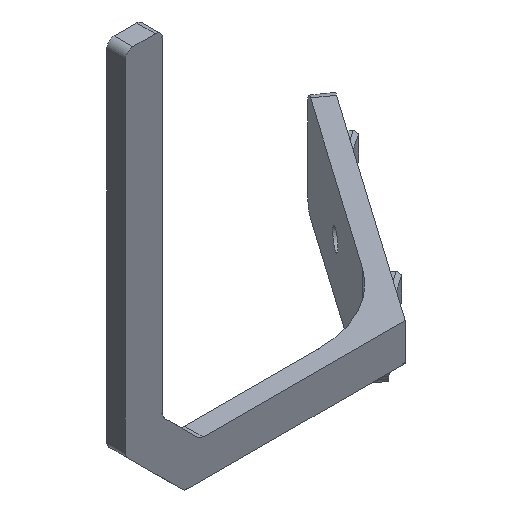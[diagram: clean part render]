
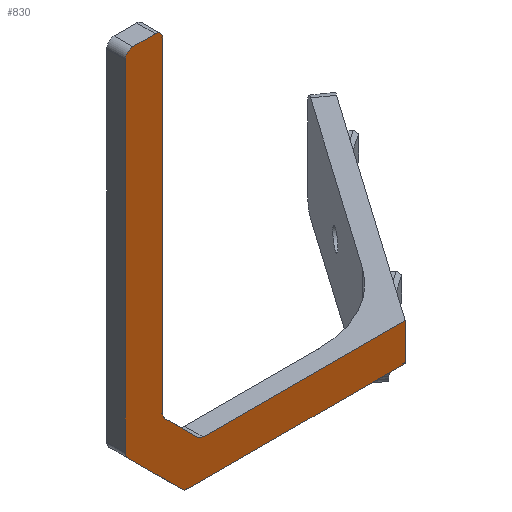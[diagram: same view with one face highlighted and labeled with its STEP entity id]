
A CAD part, isometric view. The second image highlights one B-rep face of the part: STEP entity #830.
In plain terms, the highlighted planar face has unit normal (0, -1, 0).
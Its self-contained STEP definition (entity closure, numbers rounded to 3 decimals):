
#19=CIRCLE('',#868,2.);
#25=CIRCLE('',#877,2.);
#27=CIRCLE('',#881,2.);
#29=CIRCLE('',#885,2.);
#30=CIRCLE('',#888,2.);
#31=CIRCLE('',#891,2.);
#96=FACE_OUTER_BOUND('',#144,.T.);
#144=EDGE_LOOP('',(#722,#723,#724,#725,#726,#727,#728,#729,#730,#731,#732,
#733,#734,#735));
#201=LINE('',#1265,#293);
#212=LINE('',#1301,#304);
#215=LINE('',#1310,#307);
#221=LINE('',#1325,#313);
#225=LINE('',#1335,#317);
#227=LINE('',#1341,#319);
#228=LINE('',#1346,#320);
#239=LINE('',#1379,#331);
#293=VECTOR('',#1016,10.);
#304=VECTOR('',#1047,10.);
#307=VECTOR('',#1056,10.);
#313=VECTOR('',#1070,10.);
#317=VECTOR('',#1080,10.);
#319=VECTOR('',#1088,10.);
#320=VECTOR('',#1097,10.);
#331=VECTOR('',#1138,10.);
#367=VERTEX_POINT('',#1255);
#368=VERTEX_POINT('',#1257);
#370=VERTEX_POINT('',#1263);
#382=VERTEX_POINT('',#1291);
#385=VERTEX_POINT('',#1299);
#386=VERTEX_POINT('',#1303);
#387=VERTEX_POINT('',#1304);
#388=VERTEX_POINT('',#1309);
#392=VERTEX_POINT('',#1319);
#393=VERTEX_POINT('',#1320);
#394=VERTEX_POINT('',#1327);
#395=VERTEX_POINT('',#1329);
#396=VERTEX_POINT('',#1333);
#397=VERTEX_POINT('',#1337);
#456=EDGE_CURVE('',#367,#368,#19,.T.);
#460=EDGE_CURVE('',#367,#370,#201,.T.);
#474=EDGE_CURVE('',#382,#370,#25,.T.);
#478=EDGE_CURVE('',#382,#385,#212,.T.);
#479=EDGE_CURVE('',#386,#387,#27,.T.);
#482=EDGE_CURVE('',#388,#387,#215,.T.);
#487=EDGE_CURVE('',#392,#393,#29,.T.);
#490=EDGE_CURVE('',#386,#393,#221,.T.);
#492=EDGE_CURVE('',#394,#395,#30,.T.);
#495=EDGE_CURVE('',#394,#396,#225,.T.);
#497=EDGE_CURVE('',#397,#396,#31,.T.);
#498=EDGE_CURVE('',#397,#368,#227,.T.);
#501=EDGE_CURVE('',#388,#385,#228,.T.);
#518=EDGE_CURVE('',#392,#395,#239,.T.);
#722=ORIENTED_EDGE('',*,*,#456,.F.);
#723=ORIENTED_EDGE('',*,*,#460,.T.);
#724=ORIENTED_EDGE('',*,*,#474,.F.);
#725=ORIENTED_EDGE('',*,*,#478,.T.);
#726=ORIENTED_EDGE('',*,*,#501,.F.);
#727=ORIENTED_EDGE('',*,*,#482,.T.);
#728=ORIENTED_EDGE('',*,*,#479,.F.);
#729=ORIENTED_EDGE('',*,*,#490,.T.);
#730=ORIENTED_EDGE('',*,*,#487,.F.);
#731=ORIENTED_EDGE('',*,*,#518,.T.);
#732=ORIENTED_EDGE('',*,*,#492,.F.);
#733=ORIENTED_EDGE('',*,*,#495,.T.);
#734=ORIENTED_EDGE('',*,*,#497,.F.);
#735=ORIENTED_EDGE('',*,*,#498,.T.);
#786=PLANE('',#912);
#830=ADVANCED_FACE('',(#96),#786,.T.);
#868=AXIS2_PLACEMENT_3D('',#1258,#1009,#1010);
#877=AXIS2_PLACEMENT_3D('',#1293,#1039,#1040);
#881=AXIS2_PLACEMENT_3D('',#1305,#1050,#1051);
#885=AXIS2_PLACEMENT_3D('',#1321,#1064,#1065);
#888=AXIS2_PLACEMENT_3D('',#1330,#1074,#1075);
#891=AXIS2_PLACEMENT_3D('',#1339,#1084,#1085);
#912=AXIS2_PLACEMENT_3D('',#1380,#1139,#1140);
#1009=DIRECTION('center_axis',(0.,1.,0.));
#1010=DIRECTION('ref_axis',(-0.924,0.,-0.383));
#1016=DIRECTION('',(0.707,0.,-0.707));
#1039=DIRECTION('center_axis',(0.,1.,0.));
#1040=DIRECTION('ref_axis',(-0.383,0.,-0.924));
#1047=DIRECTION('',(1.,0.,0.));
#1050=DIRECTION('center_axis',(0.,-1.,0.));
#1051=DIRECTION('ref_axis',(-0.383,0.,-0.924));
#1056=DIRECTION('',(-1.,0.,0.));
#1064=DIRECTION('center_axis',(0.,-1.,0.));
#1065=DIRECTION('ref_axis',(-0.924,0.,-0.383));
#1070=DIRECTION('',(-0.707,0.,0.707));
#1074=DIRECTION('center_axis',(0.,1.,0.));
#1075=DIRECTION('ref_axis',(0.707,0.,0.707));
#1080=DIRECTION('',(-1.,0.,0.));
#1084=DIRECTION('center_axis',(0.,1.,0.));
#1085=DIRECTION('ref_axis',(-0.707,0.,0.707));
#1088=DIRECTION('',(0.,0.,-1.));
#1097=DIRECTION('',(0.,0.,-1.));
#1138=DIRECTION('',(0.,0.,1.));
#1139=DIRECTION('center_axis',(0.,-1.,0.));
#1140=DIRECTION('ref_axis',(0.,0.,-1.));
#1255=CARTESIAN_POINT('',(-101.946,-39.319,19.272));
#1257=CARTESIAN_POINT('',(-102.532,-39.319,20.686));
#1258=CARTESIAN_POINT('Origin',(-100.532,-39.319,20.686));
#1263=CARTESIAN_POINT('',(-87.26,-39.319,4.586));
#1265=CARTESIAN_POINT('',(-102.532,-39.319,19.858));
#1291=CARTESIAN_POINT('',(-85.845,-39.319,4.));
#1293=CARTESIAN_POINT('Origin',(-85.845,-39.319,6.));
#1299=CARTESIAN_POINT('',(-27.532,-39.319,4.));
#1301=CARTESIAN_POINT('',(-86.674,-39.319,4.));
#1303=CARTESIAN_POINT('',(-83.117,-39.319,14.586));
#1304=CARTESIAN_POINT('',(-81.703,-39.319,14.));
#1305=CARTESIAN_POINT('Origin',(-81.703,-39.319,16.));
#1309=CARTESIAN_POINT('',(-27.532,-39.319,14.));
#1310=CARTESIAN_POINT('',(-27.532,-39.319,14.));
#1319=CARTESIAN_POINT('',(-92.532,-39.319,24.828));
#1320=CARTESIAN_POINT('',(-91.946,-39.319,23.414));
#1321=CARTESIAN_POINT('Origin',(-90.532,-39.319,24.828));
#1325=CARTESIAN_POINT('',(-82.532,-39.319,14.));
#1327=CARTESIAN_POINT('',(-94.532,-39.319,114.));
#1329=CARTESIAN_POINT('',(-92.532,-39.319,112.));
#1330=CARTESIAN_POINT('Origin',(-94.532,-39.319,112.));
#1333=CARTESIAN_POINT('',(-100.532,-39.319,114.));
#1335=CARTESIAN_POINT('',(-92.532,-39.319,114.));
#1337=CARTESIAN_POINT('',(-102.532,-39.319,112.));
#1339=CARTESIAN_POINT('Origin',(-100.532,-39.319,112.));
#1341=CARTESIAN_POINT('',(-102.532,-39.319,114.));
#1346=CARTESIAN_POINT('',(-27.532,-39.319,14.));
#1379=CARTESIAN_POINT('',(-92.532,-39.319,24.));
#1380=CARTESIAN_POINT('Origin',(-65.032,-39.319,59.));
